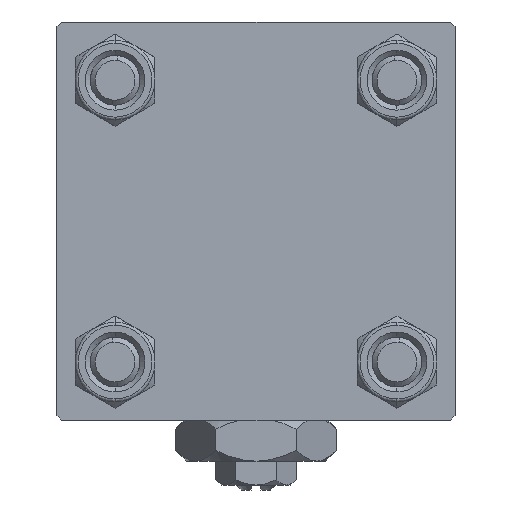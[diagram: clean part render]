
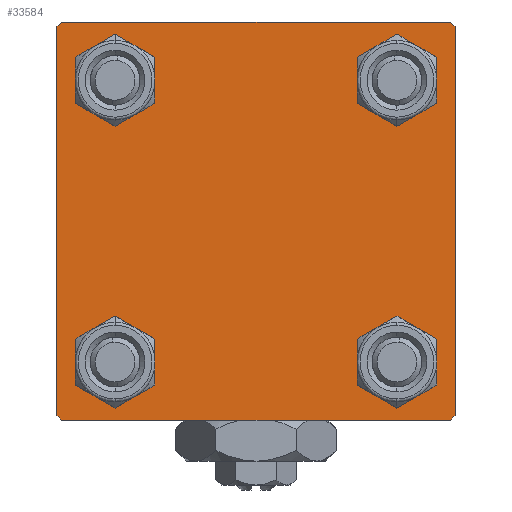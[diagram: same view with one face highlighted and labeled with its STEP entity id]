
A CAD part, left-side view. The second image highlights one B-rep face of the part: STEP entity #33584.
In plain terms, the highlighted planar face has unit normal (-1, 0, 0).
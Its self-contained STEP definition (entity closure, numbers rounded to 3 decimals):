
#16 = CARTESIAN_POINT ( 'NONE',  ( 0., 19.5, 20. ) ) ;
#87 = DIRECTION ( 'NONE',  ( 0., 0., -1. ) ) ;
#101 = CARTESIAN_POINT ( 'NONE',  ( 0., 14.15, 14.15 ) ) ;
#519 = LINE ( 'NONE', #27674, #50941 ) ;
#1020 = EDGE_CURVE ( 'NONE', #26009, #34518, #9130, .T. ) ;
#1698 = LINE ( 'NONE', #13044, #24339 ) ;
#1727 = PLANE ( 'NONE',  #1968 ) ;
#1915 = CARTESIAN_POINT ( 'NONE',  ( 0., -19.5, -20. ) ) ;
#1954 = DIRECTION ( 'NONE',  ( 0., -0.707, -0.707 ) ) ;
#1968 = AXIS2_PLACEMENT_3D ( 'NONE', #41529, #13328, #37308 ) ;
#2294 = DIRECTION ( 'NONE',  ( 0., 0., 1. ) ) ;
#2347 = CARTESIAN_POINT ( 'NONE',  ( 0., 14.15, -11.15 ) ) ;
#2586 = CARTESIAN_POINT ( 'NONE',  ( 0., 14.15, -14.15 ) ) ;
#4192 = LINE ( 'NONE', #48197, #47171 ) ;
#4633 = EDGE_CURVE ( 'NONE', #34910, #26600, #34931, .T. ) ;
#5669 = EDGE_CURVE ( 'NONE', #8269, #46826, #519, .T. ) ;
#6234 = DIRECTION ( 'NONE',  ( 1., 0., 0. ) ) ;
#6811 = ORIENTED_EDGE ( 'NONE', *, *, #49948, .T. ) ;
#6961 = DIRECTION ( 'NONE',  ( 0., 0., 1. ) ) ;
#7507 = DIRECTION ( 'NONE',  ( 1., 0., 0. ) ) ;
#7573 = VECTOR ( 'NONE', #37630, 1000. ) ;
#7682 = AXIS2_PLACEMENT_3D ( 'NONE', #38397, #6234, #2294 ) ;
#7894 = EDGE_CURVE ( 'NONE', #37664, #26554, #34207, .T. ) ;
#8005 = CARTESIAN_POINT ( 'NONE',  ( 0., 14.15, -14.15 ) ) ;
#8269 = VERTEX_POINT ( 'NONE', #16 ) ;
#8613 = DIRECTION ( 'NONE',  ( 0., 0.707, 0.707 ) ) ;
#8988 = ORIENTED_EDGE ( 'NONE', *, *, #10071, .T. ) ;
#9130 = LINE ( 'NONE', #20229, #26424 ) ;
#9624 = FACE_BOUND ( 'NONE', #39436, .T. ) ;
#9688 = VERTEX_POINT ( 'NONE', #15183 ) ;
#10071 = EDGE_CURVE ( 'NONE', #25649, #9688, #12383, .T. ) ;
#10136 = FACE_OUTER_BOUND ( 'NONE', #40742, .T. ) ;
#10612 = VECTOR ( 'NONE', #11137, 1000. ) ;
#11137 = DIRECTION ( 'NONE',  ( 0., -1., 0. ) ) ;
#11245 = ORIENTED_EDGE ( 'NONE', *, *, #22627, .F. ) ;
#11479 = AXIS2_PLACEMENT_3D ( 'NONE', #43626, #7507, #31769 ) ;
#11826 = DIRECTION ( 'NONE',  ( 0., -0.707, 0.707 ) ) ;
#11961 = VERTEX_POINT ( 'NONE', #27489 ) ;
#12193 = CARTESIAN_POINT ( 'NONE',  ( 0., 14.15, 14.15 ) ) ;
#12314 = ORIENTED_EDGE ( 'NONE', *, *, #17573, .T. ) ;
#12383 = CIRCLE ( 'NONE', #45235, 3. ) ;
#12670 = VECTOR ( 'NONE', #17488, 1000. ) ;
#12715 = CARTESIAN_POINT ( 'NONE',  ( 0., 20., 20. ) ) ;
#12871 = CARTESIAN_POINT ( 'NONE',  ( 0., 20., 20. ) ) ;
#12872 = CIRCLE ( 'NONE', #32258, 3. ) ;
#13044 = CARTESIAN_POINT ( 'NONE',  ( 0., 19.75, -19.75 ) ) ;
#13328 = DIRECTION ( 'NONE',  ( -1., 0., 0. ) ) ;
#14959 = CARTESIAN_POINT ( 'NONE',  ( 0., 14.15, -17.15 ) ) ;
#15153 = CIRCLE ( 'NONE', #21875, 3. ) ;
#15183 = CARTESIAN_POINT ( 'NONE',  ( 0., 14.15, 11.15 ) ) ;
#15359 = LINE ( 'NONE', #46999, #10612 ) ;
#15409 = ORIENTED_EDGE ( 'NONE', *, *, #21730, .T. ) ;
#15774 = VERTEX_POINT ( 'NONE', #14959 ) ;
#16129 = CARTESIAN_POINT ( 'NONE',  ( 0., 19.5, -20. ) ) ;
#16300 = EDGE_LOOP ( 'NONE', ( #27328, #15409 ) ) ;
#16693 = VERTEX_POINT ( 'NONE', #2347 ) ;
#17185 = CARTESIAN_POINT ( 'NONE',  ( 0., -20., -19.5 ) ) ;
#17335 = EDGE_CURVE ( 'NONE', #11961, #24274, #1698, .T. ) ;
#17341 = ORIENTED_EDGE ( 'NONE', *, *, #1020, .T. ) ;
#17427 = ORIENTED_EDGE ( 'NONE', *, *, #22584, .T. ) ;
#17488 = DIRECTION ( 'NONE',  ( 0., 0., -1. ) ) ;
#17573 = EDGE_CURVE ( 'NONE', #9688, #25649, #18440, .T. ) ;
#18004 = LINE ( 'NONE', #50147, #12670 ) ;
#18440 = CIRCLE ( 'NONE', #21772, 3. ) ;
#18917 = CARTESIAN_POINT ( 'NONE',  ( 0., -14.15, -11.15 ) ) ;
#19596 = DIRECTION ( 'NONE',  ( 0., 0., 1. ) ) ;
#20229 = CARTESIAN_POINT ( 'NONE',  ( 0., -19.75, 19.75 ) ) ;
#21730 = EDGE_CURVE ( 'NONE', #26554, #37664, #15153, .T. ) ;
#21772 = AXIS2_PLACEMENT_3D ( 'NONE', #101, #48311, #19596 ) ;
#21875 = AXIS2_PLACEMENT_3D ( 'NONE', #25220, #33659, #49718 ) ;
#22009 = FACE_BOUND ( 'NONE', #49749, .T. ) ;
#22584 = EDGE_CURVE ( 'NONE', #40513, #45056, #4192, .T. ) ;
#22627 = EDGE_CURVE ( 'NONE', #8269, #34518, #29222, .T. ) ;
#23265 = EDGE_CURVE ( 'NONE', #26009, #45056, #18004, .T. ) ;
#23362 = ORIENTED_EDGE ( 'NONE', *, *, #17335, .T. ) ;
#23422 = CARTESIAN_POINT ( 'NONE',  ( 0., -14.15, 17.15 ) ) ;
#24274 = VERTEX_POINT ( 'NONE', #16129 ) ;
#24339 = VECTOR ( 'NONE', #1954, 1000. ) ;
#24389 = ORIENTED_EDGE ( 'NONE', *, *, #44922, .T. ) ;
#25220 = CARTESIAN_POINT ( 'NONE',  ( 0., -14.15, 14.15 ) ) ;
#25649 = VERTEX_POINT ( 'NONE', #40025 ) ;
#26009 = VERTEX_POINT ( 'NONE', #48321 ) ;
#26424 = VECTOR ( 'NONE', #8613, 1000. ) ;
#26554 = VERTEX_POINT ( 'NONE', #44769 ) ;
#26600 = VERTEX_POINT ( 'NONE', #18917 ) ;
#27328 = ORIENTED_EDGE ( 'NONE', *, *, #7894, .T. ) ;
#27489 = CARTESIAN_POINT ( 'NONE',  ( 0., 20., -19.5 ) ) ;
#27674 = CARTESIAN_POINT ( 'NONE',  ( 0., 19.75, 19.75 ) ) ;
#28029 = DIRECTION ( 'NONE',  ( 1., 0., 0. ) ) ;
#29222 = LINE ( 'NONE', #12871, #7573 ) ;
#29412 = FACE_BOUND ( 'NONE', #16300, .T. ) ;
#29669 = EDGE_CURVE ( 'NONE', #26600, #34910, #33808, .T. ) ;
#30634 = EDGE_CURVE ( 'NONE', #46826, #11961, #36442, .T. ) ;
#31308 = DIRECTION ( 'NONE',  ( 0., 0., 1. ) ) ;
#31769 = DIRECTION ( 'NONE',  ( 0., 0., 1. ) ) ;
#32155 = VECTOR ( 'NONE', #87, 1000. ) ;
#32258 = AXIS2_PLACEMENT_3D ( 'NONE', #8005, #32265, #44127 ) ;
#32265 = DIRECTION ( 'NONE',  ( 1., 0., 0. ) ) ;
#33584 = ADVANCED_FACE ( 'NONE', ( #29412, #9624, #22009, #34402, #10136 ), #1727, .T. ) ;
#33659 = DIRECTION ( 'NONE',  ( 1., 0., 0. ) ) ;
#33808 = CIRCLE ( 'NONE', #7682, 3. ) ;
#34207 = CIRCLE ( 'NONE', #11479, 3. ) ;
#34402 = FACE_BOUND ( 'NONE', #46270, .T. ) ;
#34518 = VERTEX_POINT ( 'NONE', #48082 ) ;
#34910 = VERTEX_POINT ( 'NONE', #41678 ) ;
#34931 = CIRCLE ( 'NONE', #35786, 3. ) ;
#35786 = AXIS2_PLACEMENT_3D ( 'NONE', #38060, #43082, #6961 ) ;
#36442 = LINE ( 'NONE', #12715, #32155 ) ;
#37308 = DIRECTION ( 'NONE',  ( 0., 0., 1. ) ) ;
#37630 = DIRECTION ( 'NONE',  ( 0., -1., 0. ) ) ;
#37664 = VERTEX_POINT ( 'NONE', #23422 ) ;
#38060 = CARTESIAN_POINT ( 'NONE',  ( 0., -14.15, -14.15 ) ) ;
#38376 = CIRCLE ( 'NONE', #49298, 3. ) ;
#38397 = CARTESIAN_POINT ( 'NONE',  ( 0., -14.15, -14.15 ) ) ;
#39436 = EDGE_LOOP ( 'NONE', ( #48969, #40272 ) ) ;
#39665 = ORIENTED_EDGE ( 'NONE', *, *, #23265, .F. ) ;
#40025 = CARTESIAN_POINT ( 'NONE',  ( 0., 14.15, 17.15 ) ) ;
#40216 = ORIENTED_EDGE ( 'NONE', *, *, #43561, .T. ) ;
#40272 = ORIENTED_EDGE ( 'NONE', *, *, #4633, .T. ) ;
#40513 = VERTEX_POINT ( 'NONE', #1915 ) ;
#40742 = EDGE_LOOP ( 'NONE', ( #47639, #23362, #24389, #17427, #39665, #17341, #11245, #41863 ) ) ;
#41529 = CARTESIAN_POINT ( 'NONE',  ( 0., 0., 0. ) ) ;
#41678 = CARTESIAN_POINT ( 'NONE',  ( 0., -14.15, -17.15 ) ) ;
#41863 = ORIENTED_EDGE ( 'NONE', *, *, #5669, .T. ) ;
#42391 = DIRECTION ( 'NONE',  ( 1., 0., 0. ) ) ;
#43082 = DIRECTION ( 'NONE',  ( 1., 0., 0. ) ) ;
#43561 = EDGE_CURVE ( 'NONE', #16693, #15774, #38376, .T. ) ;
#43626 = CARTESIAN_POINT ( 'NONE',  ( 0., -14.15, 14.15 ) ) ;
#44127 = DIRECTION ( 'NONE',  ( 0., 0., 1. ) ) ;
#44366 = DIRECTION ( 'NONE',  ( 0., 0., 1. ) ) ;
#44769 = CARTESIAN_POINT ( 'NONE',  ( 0., -14.15, 11.15 ) ) ;
#44922 = EDGE_CURVE ( 'NONE', #24274, #40513, #15359, .T. ) ;
#45056 = VERTEX_POINT ( 'NONE', #17185 ) ;
#45235 = AXIS2_PLACEMENT_3D ( 'NONE', #12193, #28029, #44366 ) ;
#46270 = EDGE_LOOP ( 'NONE', ( #8988, #12314 ) ) ;
#46826 = VERTEX_POINT ( 'NONE', #49146 ) ;
#46999 = CARTESIAN_POINT ( 'NONE',  ( 0., 20., -20. ) ) ;
#47171 = VECTOR ( 'NONE', #11826, 1000. ) ;
#47639 = ORIENTED_EDGE ( 'NONE', *, *, #30634, .T. ) ;
#48082 = CARTESIAN_POINT ( 'NONE',  ( 0., -19.5, 20. ) ) ;
#48197 = CARTESIAN_POINT ( 'NONE',  ( 0., -19.75, -19.75 ) ) ;
#48311 = DIRECTION ( 'NONE',  ( 1., 0., 0. ) ) ;
#48321 = CARTESIAN_POINT ( 'NONE',  ( 0., -20., 19.5 ) ) ;
#48737 = DIRECTION ( 'NONE',  ( 0., 0.707, -0.707 ) ) ;
#48969 = ORIENTED_EDGE ( 'NONE', *, *, #29669, .T. ) ;
#49146 = CARTESIAN_POINT ( 'NONE',  ( 0., 20., 19.5 ) ) ;
#49298 = AXIS2_PLACEMENT_3D ( 'NONE', #2586, #42391, #31308 ) ;
#49718 = DIRECTION ( 'NONE',  ( 0., 0., 1. ) ) ;
#49749 = EDGE_LOOP ( 'NONE', ( #40216, #6811 ) ) ;
#49948 = EDGE_CURVE ( 'NONE', #15774, #16693, #12872, .T. ) ;
#50147 = CARTESIAN_POINT ( 'NONE',  ( 0., -20., 20. ) ) ;
#50941 = VECTOR ( 'NONE', #48737, 1000. ) ;
